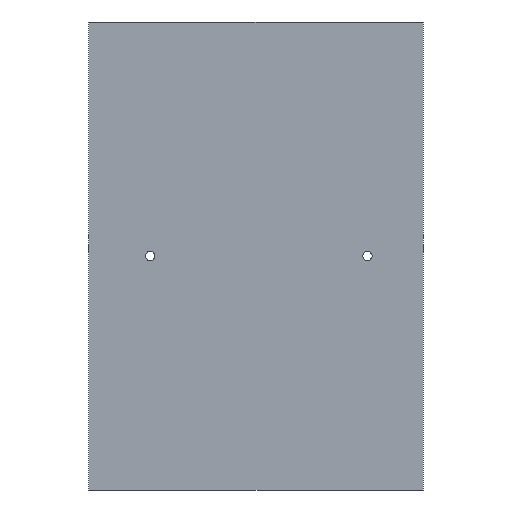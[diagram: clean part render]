
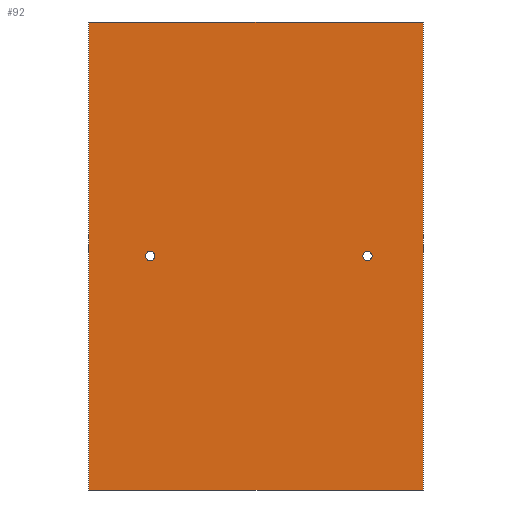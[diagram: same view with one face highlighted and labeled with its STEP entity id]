
A CAD part, front view. The second image highlights one B-rep face of the part: STEP entity #92.
In plain terms, the highlighted planar face has unit normal (0, -1, 0).
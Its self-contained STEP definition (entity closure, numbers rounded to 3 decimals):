
#5 = CARTESIAN_POINT ( 'NONE',  ( 60., -4.5, 0. ) ) ;
#8 = CARTESIAN_POINT ( 'NONE',  ( 90., -4.5, 126. ) ) ;
#16 = VECTOR ( 'NONE', #245, 1000. ) ;
#23 = DIRECTION ( 'NONE',  ( 0., 1., 0. ) ) ;
#24 = FACE_BOUND ( 'NONE', #182, .T. ) ;
#25 = EDGE_CURVE ( 'NONE', #34, #131, #144, .T. ) ;
#29 = DIRECTION ( 'NONE',  ( 0., 0., 1. ) ) ;
#34 = VERTEX_POINT ( 'NONE', #267 ) ;
#43 = DIRECTION ( 'NONE',  ( 0., 0., 1. ) ) ;
#49 = DIRECTION ( 'NONE',  ( 0., 0., 1. ) ) ;
#54 = DIRECTION ( 'NONE',  ( 0., 0., -1. ) ) ;
#57 = CARTESIAN_POINT ( 'NONE',  ( -57., -4.5, 0. ) ) ;
#61 = ORIENTED_EDGE ( 'NONE', *, *, #331, .F. ) ;
#66 = CARTESIAN_POINT ( 'NONE',  ( -57., -4.5, -2.5 ) ) ;
#71 = CARTESIAN_POINT ( 'NONE',  ( 0., -4.5, 0. ) ) ;
#72 = CARTESIAN_POINT ( 'NONE',  ( -90., -4.5, -126. ) ) ;
#79 = DIRECTION ( 'NONE',  ( 0., 1., 0. ) ) ;
#92 = ADVANCED_FACE ( 'NONE', ( #24, #309, #159 ), #101, .F. ) ;
#97 = CARTESIAN_POINT ( 'NONE',  ( -90., -4.5, -126. ) ) ;
#99 = AXIS2_PLACEMENT_3D ( 'NONE', #327, #276, #106 ) ;
#101 = PLANE ( 'NONE',  #216 ) ;
#106 = DIRECTION ( 'NONE',  ( 0., 0., 1. ) ) ;
#111 = CARTESIAN_POINT ( 'NONE',  ( -57., -4.5, 2.5 ) ) ;
#113 = VERTEX_POINT ( 'NONE', #66 ) ;
#118 = LINE ( 'NONE', #164, #153 ) ;
#119 = ORIENTED_EDGE ( 'NONE', *, *, #25, .F. ) ;
#124 = ORIENTED_EDGE ( 'NONE', *, *, #212, .F. ) ;
#128 = CARTESIAN_POINT ( 'NONE',  ( 60., -4.5, 0. ) ) ;
#129 = EDGE_CURVE ( 'NONE', #243, #140, #207, .T. ) ;
#131 = VERTEX_POINT ( 'NONE', #97 ) ;
#140 = VERTEX_POINT ( 'NONE', #210 ) ;
#141 = AXIS2_PLACEMENT_3D ( 'NONE', #5, #79, #220 ) ;
#144 = LINE ( 'NONE', #72, #265 ) ;
#149 = VECTOR ( 'NONE', #54, 1000. ) ;
#151 = EDGE_CURVE ( 'NONE', #131, #268, #118, .T. ) ;
#153 = VECTOR ( 'NONE', #49, 1000. ) ;
#157 = DIRECTION ( 'NONE',  ( 0., 0., 1. ) ) ;
#158 = CIRCLE ( 'NONE', #99, 2.5 ) ;
#159 = FACE_OUTER_BOUND ( 'NONE', #219, .T. ) ;
#164 = CARTESIAN_POINT ( 'NONE',  ( -90., -4.5, -126. ) ) ;
#182 = EDGE_LOOP ( 'NONE', ( #332, #223 ) ) ;
#189 = CARTESIAN_POINT ( 'NONE',  ( 60., -4.5, -2.5 ) ) ;
#190 = EDGE_CURVE ( 'NONE', #113, #337, #158, .T. ) ;
#192 = CARTESIAN_POINT ( 'NONE',  ( -90., -4.5, 126. ) ) ;
#195 = CARTESIAN_POINT ( 'NONE',  ( 90., -4.5, -126. ) ) ;
#201 = AXIS2_PLACEMENT_3D ( 'NONE', #57, #283, #29 ) ;
#207 = CIRCLE ( 'NONE', #269, 2.5 ) ;
#210 = CARTESIAN_POINT ( 'NONE',  ( 60., -4.5, 2.5 ) ) ;
#212 = EDGE_CURVE ( 'NONE', #268, #274, #284, .T. ) ;
#216 = AXIS2_PLACEMENT_3D ( 'NONE', #71, #23, #43 ) ;
#219 = EDGE_LOOP ( 'NONE', ( #339, #119, #61, #124 ) ) ;
#220 = DIRECTION ( 'NONE',  ( 0., 0., 1. ) ) ;
#223 = ORIENTED_EDGE ( 'NONE', *, *, #190, .T. ) ;
#227 = ORIENTED_EDGE ( 'NONE', *, *, #129, .T. ) ;
#241 = EDGE_CURVE ( 'NONE', #140, #243, #325, .T. ) ;
#243 = VERTEX_POINT ( 'NONE', #189 ) ;
#245 = DIRECTION ( 'NONE',  ( 1., 0., 0. ) ) ;
#263 = CIRCLE ( 'NONE', #201, 2.5 ) ;
#264 = EDGE_CURVE ( 'NONE', #337, #113, #263, .T. ) ;
#265 = VECTOR ( 'NONE', #270, 1000. ) ;
#267 = CARTESIAN_POINT ( 'NONE',  ( 90., -4.5, -126. ) ) ;
#268 = VERTEX_POINT ( 'NONE', #192 ) ;
#269 = AXIS2_PLACEMENT_3D ( 'NONE', #128, #345, #157 ) ;
#270 = DIRECTION ( 'NONE',  ( -1., 0., 0. ) ) ;
#274 = VERTEX_POINT ( 'NONE', #8 ) ;
#276 = DIRECTION ( 'NONE',  ( 0., 1., 0. ) ) ;
#283 = DIRECTION ( 'NONE',  ( 0., 1., 0. ) ) ;
#284 = LINE ( 'NONE', #350, #16 ) ;
#303 = LINE ( 'NONE', #195, #149 ) ;
#309 = FACE_BOUND ( 'NONE', #347, .T. ) ;
#325 = CIRCLE ( 'NONE', #141, 2.5 ) ;
#327 = CARTESIAN_POINT ( 'NONE',  ( -57., -4.5, 0. ) ) ;
#331 = EDGE_CURVE ( 'NONE', #274, #34, #303, .T. ) ;
#332 = ORIENTED_EDGE ( 'NONE', *, *, #264, .T. ) ;
#337 = VERTEX_POINT ( 'NONE', #111 ) ;
#339 = ORIENTED_EDGE ( 'NONE', *, *, #151, .F. ) ;
#343 = ORIENTED_EDGE ( 'NONE', *, *, #241, .T. ) ;
#345 = DIRECTION ( 'NONE',  ( 0., 1., 0. ) ) ;
#347 = EDGE_LOOP ( 'NONE', ( #343, #227 ) ) ;
#350 = CARTESIAN_POINT ( 'NONE',  ( -90., -4.5, 126. ) ) ;
